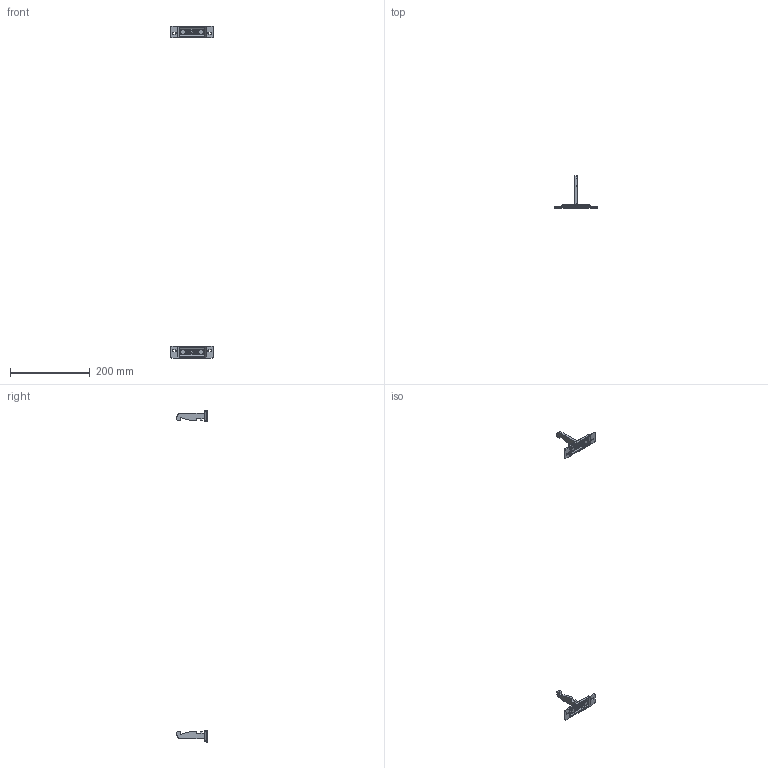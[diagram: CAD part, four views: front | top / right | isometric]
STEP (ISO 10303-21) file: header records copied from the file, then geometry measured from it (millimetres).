
FILE_DESCRIPTION(/* description */ (''),/* implementation_level */ '2;1');
FILE_NAME(/* name */ '3D_100-0892-XX.sat.ipt.stp',/* time_stamp */ '2023-05-08T11:53:56+02:00',/* author */ (''),/* organization */ (''),/* preprocessor_version */ 'ST-DEVELOPER v18.1',/* originating_system */ 'Autodesk Inventor 2021',/* authorisation */ '');
FILE_SCHEMA (('CONFIG_CONTROL_DESIGN'));
Length unit declared in the file: millimetre
Products named in the file (1): 3D_100-0892-XX.sat
Bounding box: 107 x 79.2 x 835 mm (x, y, z)
Volume: 36686.6 mm3; surface area: 29502.5 mm2
Topology: 2 solids, 2 shells, 552 faces, 1454 edges, 896 vertices
Faces by surface type: plane 258, cylinder 222, bspline 72
Full cylindrical faces by diameter (mm): 8.45 x4, 13 x4
Entity records: 35249 total; most frequent: CARTESIAN_POINT 21577, ORIENTED_EDGE 2892, DIRECTION 2832, EDGE_CURVE 1446, AXIS2_PLACEMENT_3D 989, VERTEX_POINT 896, LINE 854, VECTOR 854
